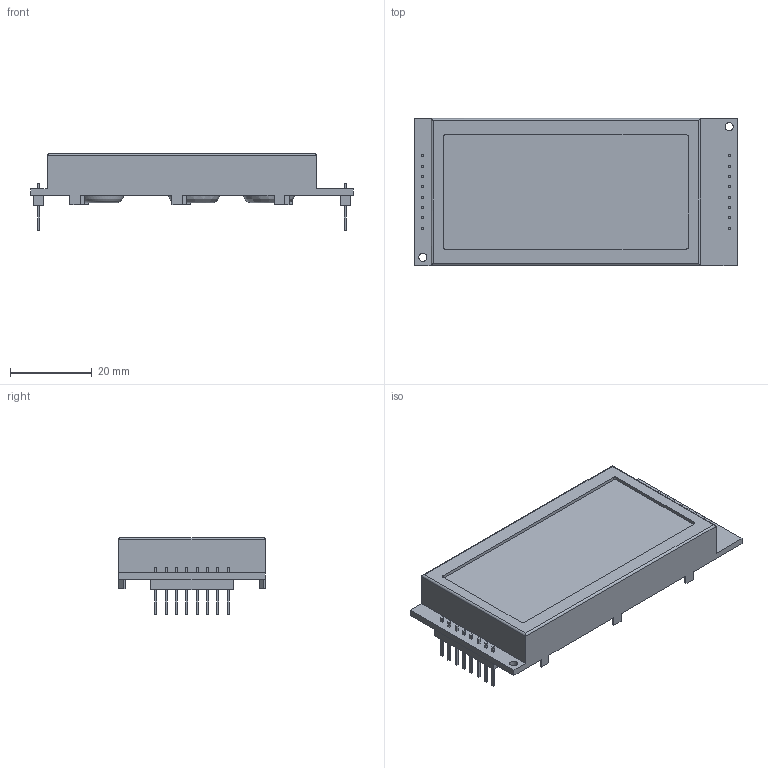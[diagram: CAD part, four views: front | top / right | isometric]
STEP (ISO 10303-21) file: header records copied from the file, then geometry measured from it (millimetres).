
FILE_DESCRIPTION (( 'STEP AP214' ), '1' );
FILE_NAME ('NHD-0420H1Z.STEP', '2017-06-06T21:22:31', ( '' ), ( '' ), 'SwSTEP 2.0', 'SolidWorks 2015', '' );
FILE_SCHEMA (( 'AUTOMOTIVE_DESIGN' ));
Length unit declared in the file: millimetre
Products named in the file (1): NHD-0420H1Z
Bounding box: 79 x 36 x 18.74 mm (x, y, z)
Volume: 24468.1 mm3; surface area: 8620 mm2
Topology: 1 solids, 1 shells, 242 faces, 602 edges, 400 vertices
Faces by surface type: plane 224, cylinder 12, bspline 6
Entity records: 7287 total; most frequent: CARTESIAN_POINT 1530, ORIENTED_EDGE 1204, DIRECTION 1070, EDGE_CURVE 602, LINE 564, VECTOR 564, VERTEX_POINT 400, EDGE_LOOP 284
